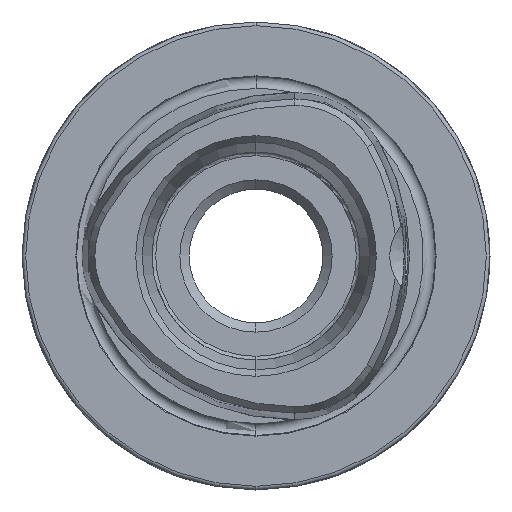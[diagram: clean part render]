
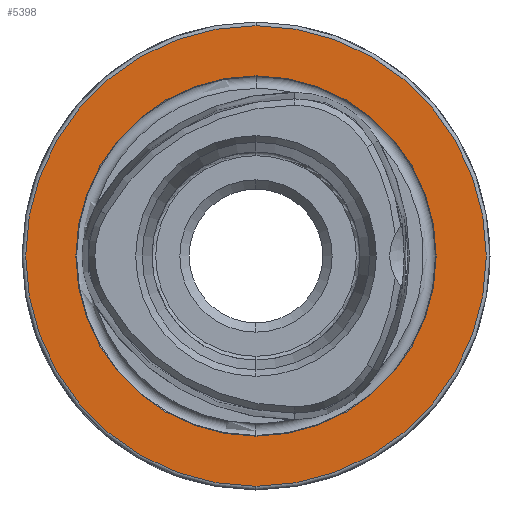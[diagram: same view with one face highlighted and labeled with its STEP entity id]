
A CAD part, left-side view. The second image highlights one B-rep face of the part: STEP entity #5398.
In plain terms, the highlighted planar face has unit normal (-1, 0, 0).
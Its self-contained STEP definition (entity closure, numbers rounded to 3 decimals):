
#62 = DIRECTION ( 'NONE',  ( -1., 0., 0. ) ) ;
#76 = ORIENTED_EDGE ( 'NONE', *, *, #7100, .T. ) ;
#153 = CARTESIAN_POINT ( 'NONE',  ( 0., 0., -24.25 ) ) ;
#520 = EDGE_LOOP ( 'NONE', ( #76, #4618 ) ) ;
#598 = AXIS2_PLACEMENT_3D ( 'NONE', #7201, #3309, #3263 ) ;
#1238 = VERTEX_POINT ( 'NONE', #2852 ) ;
#1262 = CARTESIAN_POINT ( 'NONE',  ( 0., 0., 0. ) ) ;
#1269 = CARTESIAN_POINT ( 'NONE',  ( 0., 0., 0. ) ) ;
#1580 = VERTEX_POINT ( 'NONE', #4441 ) ;
#2033 = CIRCLE ( 'NONE', #598, 31. ) ;
#2074 = CARTESIAN_POINT ( 'NONE',  ( 0., 24.25, 0. ) ) ;
#2214 = ORIENTED_EDGE ( 'NONE', *, *, #2615, .F. ) ;
#2350 = DIRECTION ( 'NONE',  ( -1., 0., 0. ) ) ;
#2615 = EDGE_CURVE ( 'NONE', #4403, #3482, #3846, .T. ) ;
#2640 = DIRECTION ( 'NONE',  ( 0., 0., -1. ) ) ;
#2852 = CARTESIAN_POINT ( 'NONE',  ( 0., 0., 31. ) ) ;
#3104 = CARTESIAN_POINT ( 'NONE',  ( 0., 0., 24.25 ) ) ;
#3142 = EDGE_CURVE ( 'NONE', #3482, #4403, #3386, .T. ) ;
#3263 = DIRECTION ( 'NONE',  ( 0., 0., 1. ) ) ;
#3309 = DIRECTION ( 'NONE',  ( -1., 0., 0. ) ) ;
#3373 = CIRCLE ( 'NONE', #5154, 31. ) ;
#3386 = CIRCLE ( 'NONE', #4296, 24.25 ) ;
#3480 = DIRECTION ( 'NONE',  ( 0., 0., 1. ) ) ;
#3482 = VERTEX_POINT ( 'NONE', #153 ) ;
#3846 = CIRCLE ( 'NONE', #6813, 24.25 ) ;
#4133 = EDGE_CURVE ( 'NONE', #1580, #1238, #3373, .T. ) ;
#4296 = AXIS2_PLACEMENT_3D ( 'NONE', #1269, #2350, #3480 ) ;
#4403 = VERTEX_POINT ( 'NONE', #3104 ) ;
#4441 = CARTESIAN_POINT ( 'NONE',  ( 0., 0., -31. ) ) ;
#4618 = ORIENTED_EDGE ( 'NONE', *, *, #4133, .T. ) ;
#4781 = DIRECTION ( 'NONE',  ( 0., 0., 1. ) ) ;
#4822 = PLANE ( 'NONE',  #6993 ) ;
#4832 = CARTESIAN_POINT ( 'NONE',  ( 0., 0., 0. ) ) ;
#5154 = AXIS2_PLACEMENT_3D ( 'NONE', #4832, #7009, #4781 ) ;
#5361 = EDGE_LOOP ( 'NONE', ( #2214, #6496 ) ) ;
#5398 = ADVANCED_FACE ( 'NONE', ( #5561, #6182 ), #4822, .F. ) ;
#5561 = FACE_BOUND ( 'NONE', #5361, .T. ) ;
#6009 = DIRECTION ( 'NONE',  ( 1., 0., 0. ) ) ;
#6182 = FACE_OUTER_BOUND ( 'NONE', #520, .T. ) ;
#6290 = DIRECTION ( 'NONE',  ( 0., 0., 1. ) ) ;
#6496 = ORIENTED_EDGE ( 'NONE', *, *, #3142, .F. ) ;
#6813 = AXIS2_PLACEMENT_3D ( 'NONE', #1262, #62, #6290 ) ;
#6993 = AXIS2_PLACEMENT_3D ( 'NONE', #2074, #6009, #2640 ) ;
#7009 = DIRECTION ( 'NONE',  ( -1., 0., 0. ) ) ;
#7100 = EDGE_CURVE ( 'NONE', #1238, #1580, #2033, .T. ) ;
#7201 = CARTESIAN_POINT ( 'NONE',  ( 0., 0., 0. ) ) ;
